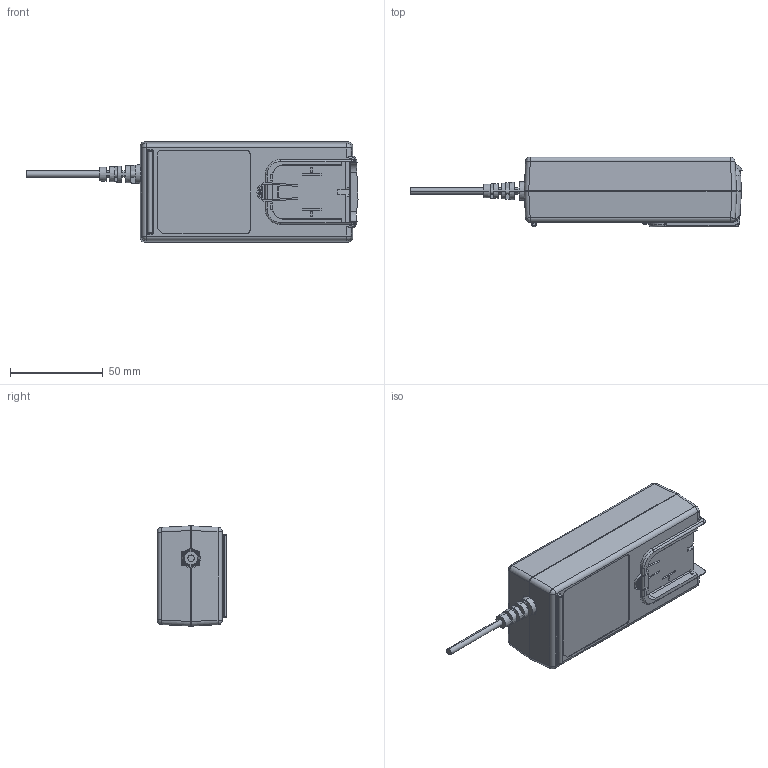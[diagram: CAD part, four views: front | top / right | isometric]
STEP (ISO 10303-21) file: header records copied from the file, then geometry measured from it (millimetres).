
FILE_DESCRIPTION((''),'2;1');
FILE_NAME('GTM96600-65VV_V-R2L_ASM_1_ASM','2022-01-21T13:41:50',('jirenqiang'),(''),'CREO PARAMETRIC BY PTC INC, 2018050','CREO PARAMETRIC BY PTC INC, 2018050','');
FILE_SCHEMA(('CONFIG_CONTROL_DESIGN'));
Length unit declared in the file: millimetre
Products named in the file (9): BOTTOM_26_1; TOP_21_1; LED-LENS_7_1; AC-2PIN_2_1; SR_3_1; MYLAR_5_1; AC-3PIN_3_1; 60W_ASM_42_ASM_1_ASM; GTM96600-65VV_V-R2L_ASM_1_ASM
Assembly tree (8 placements, depth 3):
  GTM96600-65VV_V-R2L_ASM_1_ASM
    60W_ASM_42_ASM_1_ASM
      BOTTOM_26_1
      TOP_21_1
      LED-LENS_7_1
      AC-2PIN_2_1
      SR_3_1
      MYLAR_5_1
      AC-3PIN_3_1
Bounding box: 179.09 x 37.6 x 54.1 mm (x, y, z)
Volume: 61190.6 mm3; surface area: 68584.3 mm2
Topology: 7 solids, 7 shells, 1307 faces, 3587 edges, 2351 vertices
Faces by surface type: plane 722, cylinder 439, cone 57, bspline 53, sphere 22, torus 14
Entity records: 44253 total; most frequent: CARTESIAN_POINT 10709, ORIENTED_EDGE 7130, DIRECTION 6815, EDGE_CURVE 3565, VERTEX_POINT 2351, VECTOR 2287, LINE 2287, AXIS2_PLACEMENT_3D 2264
